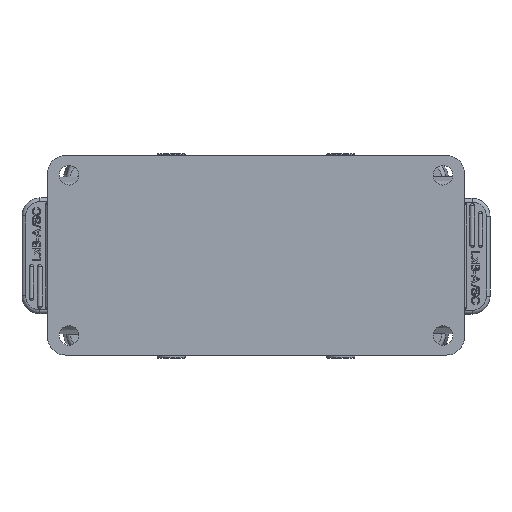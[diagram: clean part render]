
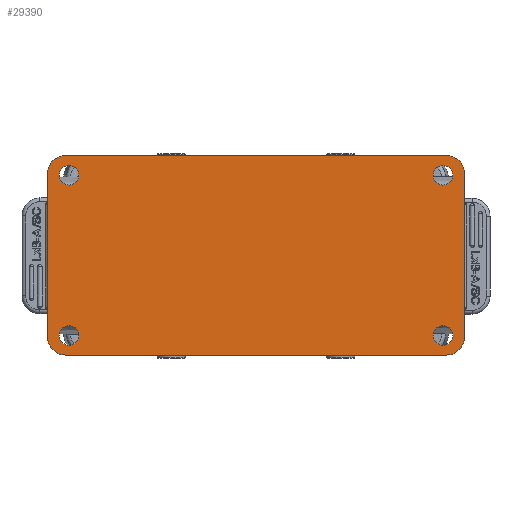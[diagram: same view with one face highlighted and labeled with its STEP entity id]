
A CAD part, front view. The second image highlights one B-rep face of the part: STEP entity #29390.
In plain terms, the highlighted planar face has unit normal (0, -1, 0).
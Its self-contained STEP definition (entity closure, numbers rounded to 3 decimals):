
#2907=DIRECTION('',(0.,0.,1.));
#2908=VECTOR('',#2907,46.);
#2909=CARTESIAN_POINT('',(118.,0.,
-22.82));
#2910=LINE('',#2909,#2908);
#2929=DIRECTION('',(-1.,0.,0.));
#2930=VECTOR('',#2929,107.);
#2931=CARTESIAN_POINT('',(113.,0.,
28.18));
#2932=LINE('',#2931,#2930);
#3206=CARTESIAN_POINT('',(113.,0.,
-22.82));
#3207=DIRECTION('',(0.,1.,0.));
#3208=DIRECTION('',(1.,0.,0.));
#3209=AXIS2_PLACEMENT_3D('',#3206,#3207,#3208);
#3211=DIRECTION('',(-1.,0.,0.));
#3212=VECTOR('',#3211,107.);
#3213=CARTESIAN_POINT('',(113.,0.,
-27.82));
#3214=LINE('',#3213,#3212);
#3215=CARTESIAN_POINT('',(6.,0.,
-22.82));
#3216=DIRECTION('',(0.,1.,0.));
#3217=DIRECTION('',(0.,0.,-1.));
#3218=AXIS2_PLACEMENT_3D('',#3215,#3216,#3217);
#3220=CARTESIAN_POINT('',(6.,0.,
23.18));
#3221=DIRECTION('',(0.,1.,0.));
#3222=DIRECTION('',(-1.,0.,0.));
#3223=AXIS2_PLACEMENT_3D('',#3220,#3221,#3222);
#3225=CARTESIAN_POINT('',(113.,0.,
23.18));
#3226=DIRECTION('',(0.,1.,0.));
#3227=DIRECTION('',(0.,0.,1.));
#3228=AXIS2_PLACEMENT_3D('',#3225,#3226,#3227);
#3230=CARTESIAN_POINT('',(7.,0.,
22.68));
#3231=DIRECTION('',(0.,-1.,0.));
#3232=DIRECTION('',(0.,0.,1.));
#3233=AXIS2_PLACEMENT_3D('',#3230,#3231,#3232);
#3235=CARTESIAN_POINT('',(7.,0.,
22.68));
#3236=DIRECTION('',(0.,-1.,0.));
#3237=DIRECTION('',(0.,0.,-1.));
#3238=AXIS2_PLACEMENT_3D('',#3235,#3236,#3237);
#3240=CARTESIAN_POINT('',(7.,0.,
-22.32));
#3241=DIRECTION('',(0.,-1.,0.));
#3242=DIRECTION('',(0.,0.,1.));
#3243=AXIS2_PLACEMENT_3D('',#3240,#3241,#3242);
#3245=CARTESIAN_POINT('',(7.,0.,
-22.32));
#3246=DIRECTION('',(0.,-1.,0.));
#3247=DIRECTION('',(0.,0.,-1.));
#3248=AXIS2_PLACEMENT_3D('',#3245,#3246,#3247);
#3250=CARTESIAN_POINT('',(112.,0.,
-22.32));
#3251=DIRECTION('',(0.,-1.,0.));
#3252=DIRECTION('',(0.,0.,1.));
#3253=AXIS2_PLACEMENT_3D('',#3250,#3251,#3252);
#3255=CARTESIAN_POINT('',(112.,0.,
-22.32));
#3256=DIRECTION('',(0.,-1.,0.));
#3257=DIRECTION('',(0.,0.,-1.));
#3258=AXIS2_PLACEMENT_3D('',#3255,#3256,#3257);
#3260=CARTESIAN_POINT('',(112.,0.,
22.68));
#3261=DIRECTION('',(0.,-1.,0.));
#3262=DIRECTION('',(0.,0.,1.));
#3263=AXIS2_PLACEMENT_3D('',#3260,#3261,#3262);
#3265=CARTESIAN_POINT('',(112.,0.,
22.68));
#3266=DIRECTION('',(0.,-1.,0.));
#3267=DIRECTION('',(0.,0.,-1.));
#3268=AXIS2_PLACEMENT_3D('',#3265,#3266,#3267);
#6006=DIRECTION('',(0.,0.,-1.));
#6007=VECTOR('',#6006,46.);
#6008=CARTESIAN_POINT('',(1.,0.,
23.18));
#6009=LINE('',#6008,#6007);
#20903=CARTESIAN_POINT('',(118.,0.,
23.18));
#20905=VERTEX_POINT('',#20903);
#20928=CARTESIAN_POINT('',(118.,0.,
-22.82));
#20929=VERTEX_POINT('',#20928);
#20930=CARTESIAN_POINT('',(113.,0.,
28.18));
#20932=VERTEX_POINT('',#20930);
#20936=CARTESIAN_POINT('',(6.,0.,
28.18));
#20937=VERTEX_POINT('',#20936);
#20972=CARTESIAN_POINT('',(112.,0.,
25.43));
#20973=CARTESIAN_POINT('',(112.,0.,
19.93));
#20974=VERTEX_POINT('',#20972);
#20975=VERTEX_POINT('',#20973);
#20976=CARTESIAN_POINT('',(113.,0.,
-27.82));
#20977=VERTEX_POINT('',#20976);
#20978=CARTESIAN_POINT('',(6.,0.,
-27.82));
#20979=VERTEX_POINT('',#20978);
#20980=CARTESIAN_POINT('',(1.,0.,
-22.82));
#20981=VERTEX_POINT('',#20980);
#20982=CARTESIAN_POINT('',(1.,0.,
23.18));
#20983=VERTEX_POINT('',#20982);
#20984=CARTESIAN_POINT('',(7.,0.,
25.43));
#20985=CARTESIAN_POINT('',(7.,0.,
19.93));
#20986=VERTEX_POINT('',#20984);
#20987=VERTEX_POINT('',#20985);
#20988=CARTESIAN_POINT('',(7.,0.,
-19.57));
#20989=CARTESIAN_POINT('',(7.,0.,
-25.07));
#20990=VERTEX_POINT('',#20988);
#20991=VERTEX_POINT('',#20989);
#20992=CARTESIAN_POINT('',(112.,0.,
-19.57));
#20993=CARTESIAN_POINT('',(112.,0.,
-25.07));
#20994=VERTEX_POINT('',#20992);
#20995=VERTEX_POINT('',#20993);
#29347=CARTESIAN_POINT('',(59.5,0.,
0.18));
#29348=DIRECTION('',(0.,1.,0.));
#29349=DIRECTION('',(0.,0.,1.));
#29350=AXIS2_PLACEMENT_3D('',#29347,#29348,#29349);
#29351=PLANE('',#29350);
#29352=ORIENTED_EDGE('',*,*,#28469,.F.);
#29354=ORIENTED_EDGE('',*,*,#29353,.T.);
#29356=ORIENTED_EDGE('',*,*,#29355,.T.);
#29358=ORIENTED_EDGE('',*,*,#29357,.T.);
#29360=ORIENTED_EDGE('',*,*,#29359,.F.);
#29362=ORIENTED_EDGE('',*,*,#29361,.T.);
#29363=ORIENTED_EDGE('',*,*,#28503,.F.);
#29364=ORIENTED_EDGE('',*,*,#28490,.T.);
#29365=EDGE_LOOP('',(#29352,#29354,#29356,#29358,#29360,#29362,#29363,#29364));
#29366=FACE_OUTER_BOUND('',#29365,.F.);
#29368=ORIENTED_EDGE('',*,*,#29367,.T.);
#29370=ORIENTED_EDGE('',*,*,#29369,.T.);
#29371=EDGE_LOOP('',(#29368,#29370));
#29372=FACE_BOUND('',#29371,.F.);
#29374=ORIENTED_EDGE('',*,*,#29373,.T.);
#29376=ORIENTED_EDGE('',*,*,#29375,.T.);
#29377=EDGE_LOOP('',(#29374,#29376));
#29378=FACE_BOUND('',#29377,.F.);
#29380=ORIENTED_EDGE('',*,*,#29379,.T.);
#29382=ORIENTED_EDGE('',*,*,#29381,.T.);
#29383=EDGE_LOOP('',(#29380,#29382));
#29384=FACE_BOUND('',#29383,.F.);
#29385=ORIENTED_EDGE('',*,*,#29337,.T.);
#29387=ORIENTED_EDGE('',*,*,#29386,.T.);
#29388=EDGE_LOOP('',(#29385,#29387));
#29389=FACE_BOUND('',#29388,.F.);
#3210=CIRCLE('',#3209,5.);
#3219=CIRCLE('',#3218,5.);
#3224=CIRCLE('',#3223,5.);
#3229=CIRCLE('',#3228,5.);
#3234=CIRCLE('',#3233,2.75);
#3239=CIRCLE('',#3238,2.75);
#3244=CIRCLE('',#3243,2.75);
#3249=CIRCLE('',#3248,2.75);
#3254=CIRCLE('',#3253,2.75);
#3259=CIRCLE('',#3258,2.75);
#3264=CIRCLE('',#3263,2.75);
#3269=CIRCLE('',#3268,2.75);
#28469=EDGE_CURVE('',#20929,#20905,#2910,.T.);
#28490=EDGE_CURVE('',#20932,#20905,#3229,.T.);
#28503=EDGE_CURVE('',#20932,#20937,#2932,.T.);
#29337=EDGE_CURVE('',#20974,#20975,#3264,.T.);
#29353=EDGE_CURVE('',#20929,#20977,#3210,.T.);
#29355=EDGE_CURVE('',#20977,#20979,#3214,.T.);
#29357=EDGE_CURVE('',#20979,#20981,#3219,.T.);
#29359=EDGE_CURVE('',#20983,#20981,#6009,.T.);
#29361=EDGE_CURVE('',#20983,#20937,#3224,.T.);
#29367=EDGE_CURVE('',#20986,#20987,#3234,.T.);
#29369=EDGE_CURVE('',#20987,#20986,#3239,.T.);
#29373=EDGE_CURVE('',#20990,#20991,#3244,.T.);
#29375=EDGE_CURVE('',#20991,#20990,#3249,.T.);
#29379=EDGE_CURVE('',#20994,#20995,#3254,.T.);
#29381=EDGE_CURVE('',#20995,#20994,#3259,.T.);
#29386=EDGE_CURVE('',#20975,#20974,#3269,.T.);
#29390=ADVANCED_FACE('',(#29366,#29372,#29378,#29384,#29389),#29351,.F.);
